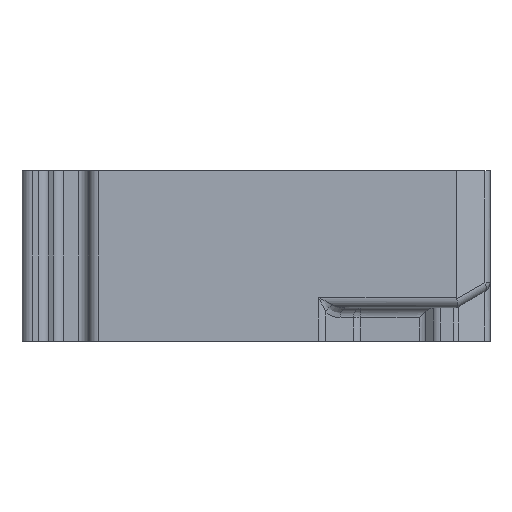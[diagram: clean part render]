
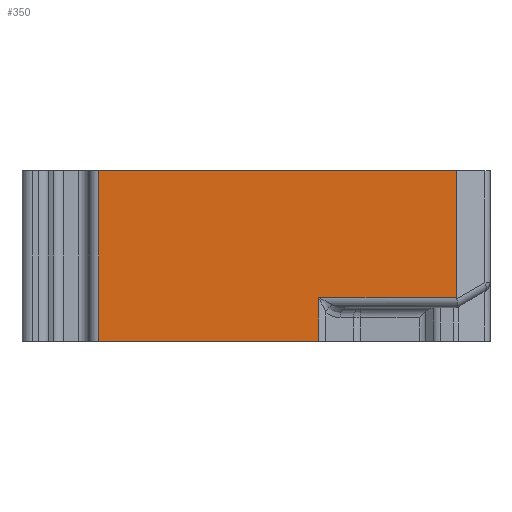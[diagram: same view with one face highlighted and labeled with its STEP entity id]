
A CAD part, left-side view. The second image highlights one B-rep face of the part: STEP entity #350.
In plain terms, the highlighted planar face has unit normal (-1, 0, 0).
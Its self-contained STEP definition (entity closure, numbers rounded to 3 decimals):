
#350=ADVANCED_FACE('',(#530),#452,.T.);
#452=PLANE('',#2410);
#530=FACE_OUTER_BOUND('',#656,.T.);
#656=EDGE_LOOP('',(#1100,#1101,#1102,#1103,#1104,#1105));
#1100=ORIENTED_EDGE('',*,*,#1662,.T.);
#1101=ORIENTED_EDGE('',*,*,#1800,.T.);
#1102=ORIENTED_EDGE('',*,*,#1801,.F.);
#1103=ORIENTED_EDGE('',*,*,#1802,.F.);
#1104=ORIENTED_EDGE('',*,*,#1631,.F.);
#1105=ORIENTED_EDGE('',*,*,#1803,.T.);
#1428=VERTEX_POINT('',#3304);
#1429=VERTEX_POINT('',#3306);
#1454=VERTEX_POINT('',#3363);
#1455=VERTEX_POINT('',#3365);
#1540=VERTEX_POINT('',#3799);
#1541=VERTEX_POINT('',#3801);
#1631=EDGE_CURVE('',#1428,#1429,#1921,.T.);
#1662=EDGE_CURVE('',#1455,#1454,#1942,.T.);
#1800=EDGE_CURVE('',#1454,#1540,#2034,.T.);
#1801=EDGE_CURVE('',#1541,#1540,#2035,.T.);
#1802=EDGE_CURVE('',#1429,#1541,#2036,.T.);
#1803=EDGE_CURVE('',#1428,#1455,#2037,.T.);
#1921=LINE('',#3305,#2120);
#1942=LINE('',#3364,#2141);
#2034=LINE('',#3798,#2233);
#2035=LINE('',#3800,#2234);
#2036=LINE('',#3802,#2235);
#2037=LINE('',#3803,#2236);
#2120=VECTOR('',#2619,1.);
#2141=VECTOR('',#2664,1.);
#2233=VECTOR('',#2924,1.);
#2234=VECTOR('',#2925,1.);
#2235=VECTOR('',#2926,1.);
#2236=VECTOR('',#2927,1.);
#2410=AXIS2_PLACEMENT_3D('',#3804,#2928,#2929);
#2619=DIRECTION('',(0.,-1.,0.));
#2664=DIRECTION('',(0.,-1.,0.));
#2924=DIRECTION('',(0.,0.,1.));
#2925=DIRECTION('',(0.,1.,0.));
#2926=DIRECTION('',(0.,0.,-1.));
#2927=DIRECTION('',(0.,0.,-1.));
#2928=DIRECTION('',(-1.,0.,0.));
#2929=DIRECTION('',(0.,0.,1.));
#3304=CARTESIAN_POINT('',(-7.25,2.5,0.));
#3305=CARTESIAN_POINT('',(-7.25,2.5,0.));
#3306=CARTESIAN_POINT('',(-7.25,-8.2,0.));
#3363=CARTESIAN_POINT('',(-7.25,-4.076,-5.1));
#3364=CARTESIAN_POINT('',(-7.25,2.5,-5.1));
#3365=CARTESIAN_POINT('',(-7.25,2.5,-5.1));
#3798=CARTESIAN_POINT('',(-7.25,-4.076,-5.1));
#3799=CARTESIAN_POINT('',(-7.25,-4.076,-3.8));
#3800=CARTESIAN_POINT('',(-7.25,-8.12,-3.8));
#3801=CARTESIAN_POINT('',(-7.25,-8.2,-3.8));
#3802=CARTESIAN_POINT('',(-7.25,-8.2,0.));
#3803=CARTESIAN_POINT('',(-7.25,2.5,0.));
#3804=CARTESIAN_POINT('',(-7.25,4.8,0.));
